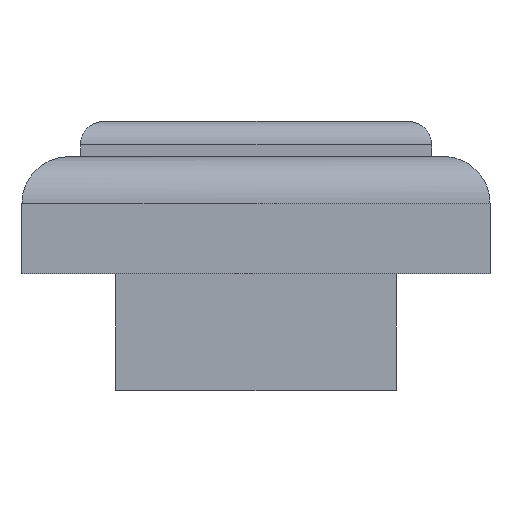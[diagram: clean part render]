
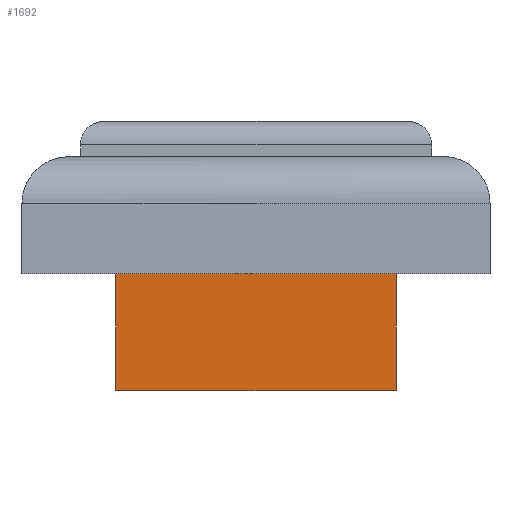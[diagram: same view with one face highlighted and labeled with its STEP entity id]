
A CAD part, left-side view. The second image highlights one B-rep face of the part: STEP entity #1692.
In plain terms, the highlighted planar face has unit normal (-1, 0, 0).
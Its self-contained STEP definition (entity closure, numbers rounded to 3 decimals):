
#20 = CARTESIAN_POINT ( 'NONE',  ( -1.6, 4., 2. ) ) ;
#135 = DIRECTION ( 'NONE',  ( 0., 0., -1. ) ) ;
#171 = FACE_OUTER_BOUND ( 'NONE', #1474, .T. ) ;
#319 = VERTEX_POINT ( 'NONE', #1884 ) ;
#403 = EDGE_CURVE ( 'NONE', #979, #319, #1001, .T. ) ;
#444 = CARTESIAN_POINT ( 'NONE',  ( -1.6, 4., 3.2 ) ) ;
#490 = DIRECTION ( 'NONE',  ( 1., 0., 0. ) ) ;
#492 = CARTESIAN_POINT ( 'NONE',  ( -1.6, 4., 0. ) ) ;
#562 = CARTESIAN_POINT ( 'NONE',  ( -1.6, -0.8, 2. ) ) ;
#724 = EDGE_CURVE ( 'NONE', #2177, #1313, #2012, .T. ) ;
#729 = AXIS2_PLACEMENT_3D ( 'NONE', #2054, #490, #1194 ) ;
#847 = DIRECTION ( 'NONE',  ( 0., -1., 0. ) ) ;
#913 = VECTOR ( 'NONE', #135, 1000. ) ;
#979 = VERTEX_POINT ( 'NONE', #1277 ) ;
#1001 = LINE ( 'NONE', #1860, #913 ) ;
#1012 = PLANE ( 'NONE',  #729 ) ;
#1077 = ORIENTED_EDGE ( 'NONE', *, *, #403, .F. ) ;
#1146 = DIRECTION ( 'NONE',  ( 0., 0., -1. ) ) ;
#1165 = VECTOR ( 'NONE', #847, 1000. ) ;
#1194 = DIRECTION ( 'NONE',  ( 0., 0., -1. ) ) ;
#1277 = CARTESIAN_POINT ( 'NONE',  ( -1.6, -0.8, 2. ) ) ;
#1313 = VERTEX_POINT ( 'NONE', #492 ) ;
#1395 = ORIENTED_EDGE ( 'NONE', *, *, #2085, .T. ) ;
#1452 = VECTOR ( 'NONE', #1612, 1000. ) ;
#1474 = EDGE_LOOP ( 'NONE', ( #1077, #1997, #2088, #1395 ) ) ;
#1542 = CARTESIAN_POINT ( 'NONE',  ( -1.6, -0.8, 0. ) ) ;
#1588 = VECTOR ( 'NONE', #1146, 1000. ) ;
#1599 = LINE ( 'NONE', #562, #1452 ) ;
#1612 = DIRECTION ( 'NONE',  ( 0., 1., 0. ) ) ;
#1692 = ADVANCED_FACE ( 'NONE', ( #171 ), #1012, .F. ) ;
#1790 = EDGE_CURVE ( 'NONE', #979, #2177, #1599, .T. ) ;
#1860 = CARTESIAN_POINT ( 'NONE',  ( -1.6, -0.8, 3.2 ) ) ;
#1884 = CARTESIAN_POINT ( 'NONE',  ( -1.6, -0.8, 0. ) ) ;
#1997 = ORIENTED_EDGE ( 'NONE', *, *, #1790, .T. ) ;
#2012 = LINE ( 'NONE', #444, #1588 ) ;
#2053 = LINE ( 'NONE', #1542, #1165 ) ;
#2054 = CARTESIAN_POINT ( 'NONE',  ( -1.6, -0.8, 3.2 ) ) ;
#2085 = EDGE_CURVE ( 'NONE', #1313, #319, #2053, .T. ) ;
#2088 = ORIENTED_EDGE ( 'NONE', *, *, #724, .T. ) ;
#2177 = VERTEX_POINT ( 'NONE', #20 ) ;
